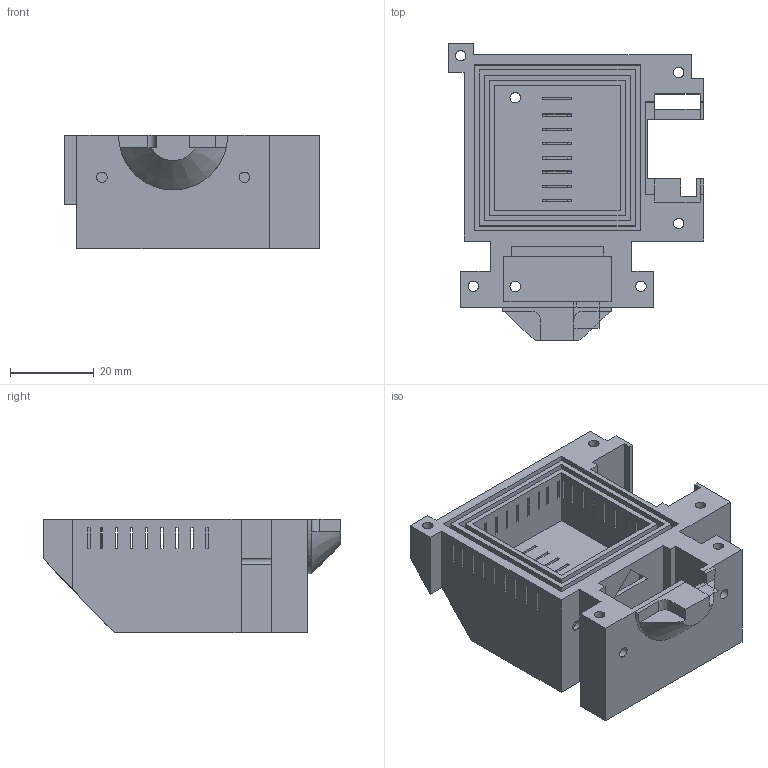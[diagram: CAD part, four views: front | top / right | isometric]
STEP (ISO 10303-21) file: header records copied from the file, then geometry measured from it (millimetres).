
FILE_DESCRIPTION(('FreeCAD Model'),'2;1');
FILE_NAME('Open CASCADE Shape Model','2023-09-17T17:19:50',(''),(''), 'Open CASCADE STEP processor 7.6','FreeCAD','Unknown');
FILE_SCHEMA(('AUTOMOTIVE_DESIGN { 1 0 10303 214 1 1 1 1 }'));
Length unit declared in the file: millimetre
Products named in the file (1): 3d_druck
Bounding box: 61 x 71 x 27 mm (x, y, z)
Volume: 43941 mm3; surface area: 28822.3 mm2
Topology: 1 solids, 1 shells, 555 faces, 1592 edges, 1038 vertices
Faces by surface type: plane 543, cylinder 11, cone 1
Full cylindrical faces by diameter (mm): 2.5 x9
Entity records: 18112 total; most frequent: CARTESIAN_POINT 3186, ORIENTED_EDGE 3184, DIRECTION 2740, EDGE_CURVE 1592, LINE 1556, VECTOR 1556, VERTEX_POINT 1038, FACE_BOUND 748
